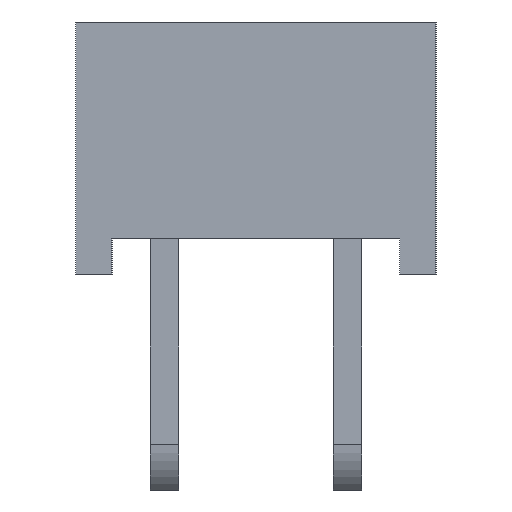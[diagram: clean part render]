
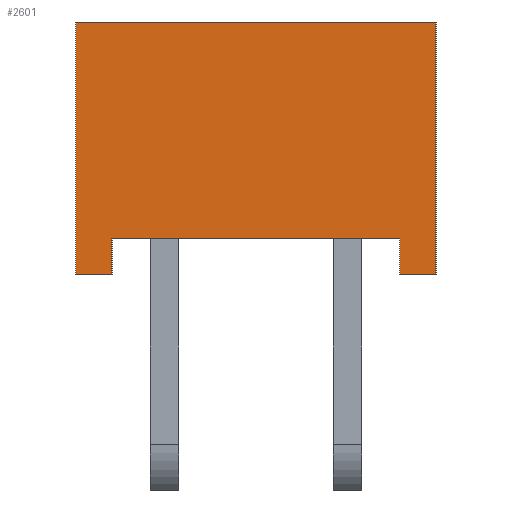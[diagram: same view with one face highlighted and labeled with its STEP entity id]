
A CAD part, left-side view. The second image highlights one B-rep face of the part: STEP entity #2601.
In plain terms, the highlighted face is planar.
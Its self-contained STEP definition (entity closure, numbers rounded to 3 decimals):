
#2323 = PLANE('',#2324);
#2324 = AXIS2_PLACEMENT_3D('',#2325,#2326,#2327);
#2325 = CARTESIAN_POINT('',(0.94,-2.5,0.));
#2326 = DIRECTION('',(0.,0.,1.));
#2327 = DIRECTION('',(1.,0.,0.));
#2351 = PLANE('',#2352);
#2352 = AXIS2_PLACEMENT_3D('',#2353,#2354,#2355);
#2353 = CARTESIAN_POINT('',(0.94,-2.5,0.));
#2354 = DIRECTION('',(0.,-1.,0.));
#2355 = DIRECTION('',(0.,0.,-1.));
#2379 = PLANE('',#2380);
#2380 = AXIS2_PLACEMENT_3D('',#2381,#2382,#2383);
#2381 = CARTESIAN_POINT('',(-1.6,2.5,3.5));
#2382 = DIRECTION('',(0.,0.,1.));
#2383 = DIRECTION('',(1.,0.,0.));
#2407 = PLANE('',#2408);
#2408 = AXIS2_PLACEMENT_3D('',#2409,#2410,#2411);
#2409 = CARTESIAN_POINT('',(-1.6,2.5,0.));
#2410 = DIRECTION('',(0.,1.,0.));
#2411 = DIRECTION('',(0.,0.,1.));
#2435 = PLANE('',#2436);
#2436 = AXIS2_PLACEMENT_3D('',#2437,#2438,#2439);
#2437 = CARTESIAN_POINT('',(-1.6,2.5,0.));
#2438 = DIRECTION('',(0.,0.,1.));
#2439 = DIRECTION('',(1.,0.,0.));
#2462 = PLANE('',#2463);
#2463 = AXIS2_PLACEMENT_3D('',#2464,#2465,#2466);
#2464 = CARTESIAN_POINT('',(-1.6,2.,0.));
#2465 = DIRECTION('',(0.,1.,0.));
#2466 = DIRECTION('',(0.,0.,1.));
#2489 = PLANE('',#2490);
#2490 = AXIS2_PLACEMENT_3D('',#2491,#2492,#2493);
#2491 = CARTESIAN_POINT('',(-1.6,2.,0.5));
#2492 = DIRECTION('',(0.,0.,1.));
#2493 = DIRECTION('',(1.,0.,0.));
#2514 = PLANE('',#2515);
#2515 = AXIS2_PLACEMENT_3D('',#2516,#2517,#2518);
#2516 = CARTESIAN_POINT('',(0.94,-2.,0.));
#2517 = DIRECTION('',(0.,-1.,0.));
#2518 = DIRECTION('',(0.,0.,-1.));
#2531 = VERTEX_POINT('',#2532);
#2532 = CARTESIAN_POINT('',(11.76,-2.,0.));
#2553 = EDGE_CURVE('',#2531,#2554,#2556,.T.);
#2554 = VERTEX_POINT('',#2555);
#2555 = CARTESIAN_POINT('',(11.76,-2.5,0.));
#2556 = SURFACE_CURVE('',#2557,(#2561,#2568),.PCURVE_S1.);
#2557 = LINE('',#2558,#2559);
#2558 = CARTESIAN_POINT('',(11.76,2.5,0.));
#2559 = VECTOR('',#2560,1.);
#2560 = DIRECTION('',(0.,-1.,0.));
#2561 = PCURVE('',#2323,#2562);
#2562 = DEFINITIONAL_REPRESENTATION('',(#2563),#2567);
#2563 = LINE('',#2564,#2565);
#2564 = CARTESIAN_POINT('',(10.82,5.));
#2565 = VECTOR('',#2566,1.);
#2566 = DIRECTION('',(0.,-1.));
#2567 = ( GEOMETRIC_REPRESENTATION_CONTEXT(2) 
PARAMETRIC_REPRESENTATION_CONTEXT() REPRESENTATION_CONTEXT('2D SPACE',''
  ) );
#2568 = PCURVE('',#2569,#2574);
#2569 = PLANE('',#2570);
#2570 = AXIS2_PLACEMENT_3D('',#2571,#2572,#2573);
#2571 = CARTESIAN_POINT('',(11.76,2.5,0.));
#2572 = DIRECTION('',(1.,0.,0.));
#2573 = DIRECTION('',(0.,-1.,0.));
#2574 = DEFINITIONAL_REPRESENTATION('',(#2575),#2579);
#2575 = LINE('',#2576,#2577);
#2576 = CARTESIAN_POINT('',(0.,0.));
#2577 = VECTOR('',#2578,1.);
#2578 = DIRECTION('',(1.,0.));
#2579 = ( GEOMETRIC_REPRESENTATION_CONTEXT(2) 
PARAMETRIC_REPRESENTATION_CONTEXT() REPRESENTATION_CONTEXT('2D SPACE',''
  ) );
#2601 = ADVANCED_FACE('',(#2602),#2569,.T.);
#2602 = FACE_BOUND('',#2603,.T.);
#2603 = EDGE_LOOP('',(#2604,#2629,#2652,#2675,#2696,#2697,#2719,#2741));
#2604 = ORIENTED_EDGE('',*,*,#2605,.F.);
#2605 = EDGE_CURVE('',#2606,#2608,#2610,.T.);
#2606 = VERTEX_POINT('',#2607);
#2607 = CARTESIAN_POINT('',(11.76,2.5,0.));
#2608 = VERTEX_POINT('',#2609);
#2609 = CARTESIAN_POINT('',(11.76,2.,0.));
#2610 = SURFACE_CURVE('',#2611,(#2615,#2622),.PCURVE_S1.);
#2611 = LINE('',#2612,#2613);
#2612 = CARTESIAN_POINT('',(11.76,2.5,0.));
#2613 = VECTOR('',#2614,1.);
#2614 = DIRECTION('',(0.,-1.,0.));
#2615 = PCURVE('',#2569,#2616);
#2616 = DEFINITIONAL_REPRESENTATION('',(#2617),#2621);
#2617 = LINE('',#2618,#2619);
#2618 = CARTESIAN_POINT('',(0.,0.));
#2619 = VECTOR('',#2620,1.);
#2620 = DIRECTION('',(1.,0.));
#2621 = ( GEOMETRIC_REPRESENTATION_CONTEXT(2) 
PARAMETRIC_REPRESENTATION_CONTEXT() REPRESENTATION_CONTEXT('2D SPACE',''
  ) );
#2622 = PCURVE('',#2435,#2623);
#2623 = DEFINITIONAL_REPRESENTATION('',(#2624),#2628);
#2624 = LINE('',#2625,#2626);
#2625 = CARTESIAN_POINT('',(13.36,0.));
#2626 = VECTOR('',#2627,1.);
#2627 = DIRECTION('',(0.,-1.));
#2628 = ( GEOMETRIC_REPRESENTATION_CONTEXT(2) 
PARAMETRIC_REPRESENTATION_CONTEXT() REPRESENTATION_CONTEXT('2D SPACE',''
  ) );
#2629 = ORIENTED_EDGE('',*,*,#2630,.T.);
#2630 = EDGE_CURVE('',#2606,#2631,#2633,.T.);
#2631 = VERTEX_POINT('',#2632);
#2632 = CARTESIAN_POINT('',(11.76,2.5,3.5));
#2633 = SURFACE_CURVE('',#2634,(#2638,#2645),.PCURVE_S1.);
#2634 = LINE('',#2635,#2636);
#2635 = CARTESIAN_POINT('',(11.76,2.5,0.));
#2636 = VECTOR('',#2637,1.);
#2637 = DIRECTION('',(0.,0.,1.));
#2638 = PCURVE('',#2569,#2639);
#2639 = DEFINITIONAL_REPRESENTATION('',(#2640),#2644);
#2640 = LINE('',#2641,#2642);
#2641 = CARTESIAN_POINT('',(0.,0.));
#2642 = VECTOR('',#2643,1.);
#2643 = DIRECTION('',(0.,-1.));
#2644 = ( GEOMETRIC_REPRESENTATION_CONTEXT(2) 
PARAMETRIC_REPRESENTATION_CONTEXT() REPRESENTATION_CONTEXT('2D SPACE',''
  ) );
#2645 = PCURVE('',#2407,#2646);
#2646 = DEFINITIONAL_REPRESENTATION('',(#2647),#2651);
#2647 = LINE('',#2648,#2649);
#2648 = CARTESIAN_POINT('',(0.,13.36));
#2649 = VECTOR('',#2650,1.);
#2650 = DIRECTION('',(1.,0.));
#2651 = ( GEOMETRIC_REPRESENTATION_CONTEXT(2) 
PARAMETRIC_REPRESENTATION_CONTEXT() REPRESENTATION_CONTEXT('2D SPACE',''
  ) );
#2652 = ORIENTED_EDGE('',*,*,#2653,.T.);
#2653 = EDGE_CURVE('',#2631,#2654,#2656,.T.);
#2654 = VERTEX_POINT('',#2655);
#2655 = CARTESIAN_POINT('',(11.76,-2.5,3.5));
#2656 = SURFACE_CURVE('',#2657,(#2661,#2668),.PCURVE_S1.);
#2657 = LINE('',#2658,#2659);
#2658 = CARTESIAN_POINT('',(11.76,2.5,3.5));
#2659 = VECTOR('',#2660,1.);
#2660 = DIRECTION('',(0.,-1.,0.));
#2661 = PCURVE('',#2569,#2662);
#2662 = DEFINITIONAL_REPRESENTATION('',(#2663),#2667);
#2663 = LINE('',#2664,#2665);
#2664 = CARTESIAN_POINT('',(0.,-3.5));
#2665 = VECTOR('',#2666,1.);
#2666 = DIRECTION('',(1.,0.));
#2667 = ( GEOMETRIC_REPRESENTATION_CONTEXT(2) 
PARAMETRIC_REPRESENTATION_CONTEXT() REPRESENTATION_CONTEXT('2D SPACE',''
  ) );
#2668 = PCURVE('',#2379,#2669);
#2669 = DEFINITIONAL_REPRESENTATION('',(#2670),#2674);
#2670 = LINE('',#2671,#2672);
#2671 = CARTESIAN_POINT('',(13.36,0.));
#2672 = VECTOR('',#2673,1.);
#2673 = DIRECTION('',(0.,-1.));
#2674 = ( GEOMETRIC_REPRESENTATION_CONTEXT(2) 
PARAMETRIC_REPRESENTATION_CONTEXT() REPRESENTATION_CONTEXT('2D SPACE',''
  ) );
#2675 = ORIENTED_EDGE('',*,*,#2676,.F.);
#2676 = EDGE_CURVE('',#2554,#2654,#2677,.T.);
#2677 = SURFACE_CURVE('',#2678,(#2682,#2689),.PCURVE_S1.);
#2678 = LINE('',#2679,#2680);
#2679 = CARTESIAN_POINT('',(11.76,-2.5,0.));
#2680 = VECTOR('',#2681,1.);
#2681 = DIRECTION('',(0.,0.,1.));
#2682 = PCURVE('',#2569,#2683);
#2683 = DEFINITIONAL_REPRESENTATION('',(#2684),#2688);
#2684 = LINE('',#2685,#2686);
#2685 = CARTESIAN_POINT('',(5.,0.));
#2686 = VECTOR('',#2687,1.);
#2687 = DIRECTION('',(0.,-1.));
#2688 = ( GEOMETRIC_REPRESENTATION_CONTEXT(2) 
PARAMETRIC_REPRESENTATION_CONTEXT() REPRESENTATION_CONTEXT('2D SPACE',''
  ) );
#2689 = PCURVE('',#2351,#2690);
#2690 = DEFINITIONAL_REPRESENTATION('',(#2691),#2695);
#2691 = LINE('',#2692,#2693);
#2692 = CARTESIAN_POINT('',(0.,10.82));
#2693 = VECTOR('',#2694,1.);
#2694 = DIRECTION('',(-1.,0.));
#2695 = ( GEOMETRIC_REPRESENTATION_CONTEXT(2) 
PARAMETRIC_REPRESENTATION_CONTEXT() REPRESENTATION_CONTEXT('2D SPACE',''
  ) );
#2696 = ORIENTED_EDGE('',*,*,#2553,.F.);
#2697 = ORIENTED_EDGE('',*,*,#2698,.F.);
#2698 = EDGE_CURVE('',#2699,#2531,#2701,.T.);
#2699 = VERTEX_POINT('',#2700);
#2700 = CARTESIAN_POINT('',(11.76,-2.,0.5));
#2701 = SURFACE_CURVE('',#2702,(#2706,#2712),.PCURVE_S1.);
#2702 = LINE('',#2703,#2704);
#2703 = CARTESIAN_POINT('',(11.76,-2.,0.));
#2704 = VECTOR('',#2705,1.);
#2705 = DIRECTION('',(0.,0.,-1.));
#2706 = PCURVE('',#2569,#2707);
#2707 = DEFINITIONAL_REPRESENTATION('',(#2708),#2711);
#2708 = B_SPLINE_CURVE_WITH_KNOTS('',1,(#2709,#2710),.UNSPECIFIED.,.F.,
  .F.,(2,2),(-0.55,0.05),.PIECEWISE_BEZIER_KNOTS.);
#2709 = CARTESIAN_POINT('',(4.5,-0.55));
#2710 = CARTESIAN_POINT('',(4.5,0.05));
#2711 = ( GEOMETRIC_REPRESENTATION_CONTEXT(2) 
PARAMETRIC_REPRESENTATION_CONTEXT() REPRESENTATION_CONTEXT('2D SPACE',''
  ) );
#2712 = PCURVE('',#2514,#2713);
#2713 = DEFINITIONAL_REPRESENTATION('',(#2714),#2718);
#2714 = LINE('',#2715,#2716);
#2715 = CARTESIAN_POINT('',(0.,10.82));
#2716 = VECTOR('',#2717,1.);
#2717 = DIRECTION('',(1.,0.));
#2718 = ( GEOMETRIC_REPRESENTATION_CONTEXT(2) 
PARAMETRIC_REPRESENTATION_CONTEXT() REPRESENTATION_CONTEXT('2D SPACE',''
  ) );
#2719 = ORIENTED_EDGE('',*,*,#2720,.F.);
#2720 = EDGE_CURVE('',#2721,#2699,#2723,.T.);
#2721 = VERTEX_POINT('',#2722);
#2722 = CARTESIAN_POINT('',(11.76,2.,0.5));
#2723 = SURFACE_CURVE('',#2724,(#2728,#2734),.PCURVE_S1.);
#2724 = LINE('',#2725,#2726);
#2725 = CARTESIAN_POINT('',(11.76,2.25,0.5));
#2726 = VECTOR('',#2727,1.);
#2727 = DIRECTION('',(0.,-1.,0.));
#2728 = PCURVE('',#2569,#2729);
#2729 = DEFINITIONAL_REPRESENTATION('',(#2730),#2733);
#2730 = B_SPLINE_CURVE_WITH_KNOTS('',1,(#2731,#2732),.UNSPECIFIED.,.F.,
  .F.,(2,2),(-0.15,4.65),.PIECEWISE_BEZIER_KNOTS.);
#2731 = CARTESIAN_POINT('',(0.1,-0.5));
#2732 = CARTESIAN_POINT('',(4.9,-0.5));
#2733 = ( GEOMETRIC_REPRESENTATION_CONTEXT(2) 
PARAMETRIC_REPRESENTATION_CONTEXT() REPRESENTATION_CONTEXT('2D SPACE',''
  ) );
#2734 = PCURVE('',#2489,#2735);
#2735 = DEFINITIONAL_REPRESENTATION('',(#2736),#2740);
#2736 = LINE('',#2737,#2738);
#2737 = CARTESIAN_POINT('',(13.36,0.25));
#2738 = VECTOR('',#2739,1.);
#2739 = DIRECTION('',(0.,-1.));
#2740 = ( GEOMETRIC_REPRESENTATION_CONTEXT(2) 
PARAMETRIC_REPRESENTATION_CONTEXT() REPRESENTATION_CONTEXT('2D SPACE',''
  ) );
#2741 = ORIENTED_EDGE('',*,*,#2742,.F.);
#2742 = EDGE_CURVE('',#2608,#2721,#2743,.T.);
#2743 = SURFACE_CURVE('',#2744,(#2748,#2754),.PCURVE_S1.);
#2744 = LINE('',#2745,#2746);
#2745 = CARTESIAN_POINT('',(11.76,2.,0.));
#2746 = VECTOR('',#2747,1.);
#2747 = DIRECTION('',(0.,0.,1.));
#2748 = PCURVE('',#2569,#2749);
#2749 = DEFINITIONAL_REPRESENTATION('',(#2750),#2753);
#2750 = B_SPLINE_CURVE_WITH_KNOTS('',1,(#2751,#2752),.UNSPECIFIED.,.F.,
  .F.,(2,2),(-0.05,0.55),.PIECEWISE_BEZIER_KNOTS.);
#2751 = CARTESIAN_POINT('',(0.5,0.05));
#2752 = CARTESIAN_POINT('',(0.5,-0.55));
#2753 = ( GEOMETRIC_REPRESENTATION_CONTEXT(2) 
PARAMETRIC_REPRESENTATION_CONTEXT() REPRESENTATION_CONTEXT('2D SPACE',''
  ) );
#2754 = PCURVE('',#2462,#2755);
#2755 = DEFINITIONAL_REPRESENTATION('',(#2756),#2760);
#2756 = LINE('',#2757,#2758);
#2757 = CARTESIAN_POINT('',(0.,13.36));
#2758 = VECTOR('',#2759,1.);
#2759 = DIRECTION('',(1.,0.));
#2760 = ( GEOMETRIC_REPRESENTATION_CONTEXT(2) 
PARAMETRIC_REPRESENTATION_CONTEXT() REPRESENTATION_CONTEXT('2D SPACE',''
  ) );
